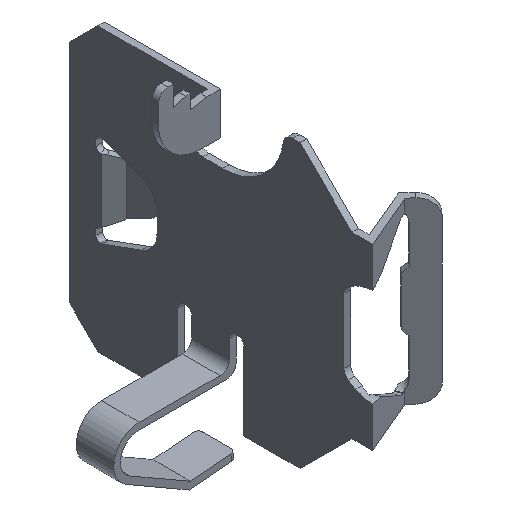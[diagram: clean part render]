
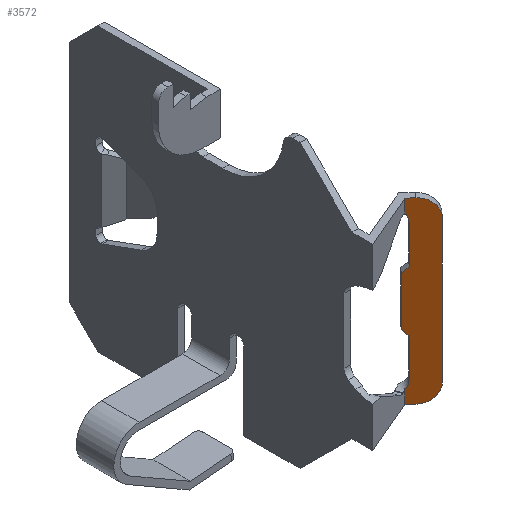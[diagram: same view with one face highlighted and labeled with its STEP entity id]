
A CAD part, isometric view. The second image highlights one B-rep face of the part: STEP entity #3572.
In plain terms, the highlighted planar face has unit normal (-0.669, -0.743, 0).
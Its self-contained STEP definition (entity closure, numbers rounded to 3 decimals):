
#970=DIRECTION('',(0.,0.,-1.));
#971=VECTOR('',#970,5.2);
#972=CARTESIAN_POINT('',(-8.398,13.501,237.66));
#973=LINE('',#972,#971);
#982=DIRECTION('',(-0.525,0.473,0.707));
#983=VECTOR('',#982,0.849);
#984=CARTESIAN_POINT('',(-7.953,13.1,231.86));
#985=LINE('',#984,#983);
#986=CARTESIAN_POINT('',(-8.696,13.769,242.256));
#987=DIRECTION('',(0.669,0.743,0.));
#988=DIRECTION('',(0.74,-0.666,0.094));
#989=AXIS2_PLACEMENT_3D('',#986,#987,#988);
#991=CARTESIAN_POINT('',(-7.956,13.103,242.351));
#992=CARTESIAN_POINT('',(-7.96,13.106,242.437));
#993=CARTESIAN_POINT('',(-7.978,13.122,242.598));
#994=CARTESIAN_POINT('',(-8.027,13.167,242.805));
#995=CARTESIAN_POINT('',(-8.099,13.231,242.975));
#996=CARTESIAN_POINT('',(-8.159,13.286,243.056));
#997=CARTESIAN_POINT('',(-8.193,13.316,243.089));
#999=DIRECTION('',(0.743,-0.669,0.));
#1000=VECTOR('',#999,0.823);
#1001=CARTESIAN_POINT('',(-8.193,13.316,244.56));
#1002=LINE('',#1001,#1000);
#1003=CARTESIAN_POINT('',(-7.581,12.765,242.56));
#1004=DIRECTION('',(-0.669,-0.743,0.));
#1005=DIRECTION('',(0.743,-0.669,0.));
#1006=AXIS2_PLACEMENT_3D('',#1003,#1004,#1005);
#1008=DIRECTION('',(0.,0.,1.));
#1009=VECTOR('',#1008,15.);
#1010=CARTESIAN_POINT('',(-6.095,11.427,227.56));
#1011=LINE('',#1010,#1009);
#1012=CARTESIAN_POINT('',(-7.581,12.765,227.56));
#1013=DIRECTION('',(-0.669,-0.743,0.));
#1014=DIRECTION('',(0.,0.,-1.));
#1015=AXIS2_PLACEMENT_3D('',#1012,#1013,#1014);
#1017=DIRECTION('',(-0.743,0.669,0.));
#1018=VECTOR('',#1017,0.823);
#1019=CARTESIAN_POINT('',(-7.581,12.765,225.56));
#1020=LINE('',#1019,#1018);
#1021=DIRECTION('',(0.,0.,1.));
#1022=VECTOR('',#1021,1.471);
#1023=CARTESIAN_POINT('',(-8.193,13.316,225.56));
#1024=LINE('',#1023,#1022);
#1025=CARTESIAN_POINT('',(-8.696,13.769,227.864));
#1026=DIRECTION('',(0.669,0.743,0.));
#1027=DIRECTION('',(0.743,-0.669,0.));
#1028=AXIS2_PLACEMENT_3D('',#1025,#1026,#1027);
#1042=DIRECTION('',(0.,0.,-1.));
#1043=VECTOR('',#1042,3.996);
#1044=CARTESIAN_POINT('',(-7.953,13.1,231.86));
#1045=LINE('',#1044,#1043);
#1070=CARTESIAN_POINT('',(-7.956,13.103,227.769));
#1071=CARTESIAN_POINT('',(-7.96,13.106,227.685));
#1072=CARTESIAN_POINT('',(-7.977,13.122,227.527));
#1073=CARTESIAN_POINT('',(-8.027,13.166,227.317));
#1074=CARTESIAN_POINT('',(-8.097,13.23,227.147));
#1075=CARTESIAN_POINT('',(-8.158,13.285,227.064));
#1076=CARTESIAN_POINT('',(-8.193,13.316,227.031));
#1231=DIRECTION('',(0.,0.,-1.));
#1232=VECTOR('',#1231,1.471);
#1233=CARTESIAN_POINT('',(-8.193,13.316,244.56));
#1234=LINE('',#1233,#1232);
#1336=DIRECTION('',(0.,0.,-1.));
#1337=VECTOR('',#1336,3.996);
#1338=CARTESIAN_POINT('',(-7.953,13.1,242.256));
#1339=LINE('',#1338,#1337);
#1344=DIRECTION('',(-0.525,0.473,-0.707));
#1345=VECTOR('',#1344,0.849);
#1346=CARTESIAN_POINT('',(-7.953,13.1,238.26));
#1347=LINE('',#1346,#1345);
#1556=CARTESIAN_POINT('',(-7.953,13.1,227.864));
#1557=VERTEX_POINT('',#1556);
#1558=CARTESIAN_POINT('',(-7.956,13.103,227.769));
#1559=VERTEX_POINT('',#1558);
#1642=CARTESIAN_POINT('',(-7.956,13.103,242.351));
#1643=CARTESIAN_POINT('',(-7.953,13.1,242.256));
#1644=VERTEX_POINT('',#1642);
#1645=VERTEX_POINT('',#1643);
#1646=CARTESIAN_POINT('',(-6.095,11.427,242.56));
#1647=CARTESIAN_POINT('',(-7.581,12.765,244.56));
#1648=VERTEX_POINT('',#1646);
#1649=VERTEX_POINT('',#1647);
#1650=CARTESIAN_POINT('',(-6.095,11.427,227.56));
#1651=VERTEX_POINT('',#1650);
#1652=CARTESIAN_POINT('',(-7.581,12.765,225.56));
#1653=VERTEX_POINT('',#1652);
#1895=CARTESIAN_POINT('',(-8.193,13.316,225.56));
#1896=CARTESIAN_POINT('',(-8.193,13.316,227.031));
#1897=VERTEX_POINT('',#1895);
#1898=VERTEX_POINT('',#1896);
#1899=CARTESIAN_POINT('',(-8.193,13.316,244.56));
#1900=CARTESIAN_POINT('',(-8.193,13.316,243.089));
#1901=VERTEX_POINT('',#1899);
#1902=VERTEX_POINT('',#1900);
#1904=CARTESIAN_POINT('',(-7.953,13.1,231.86));
#1906=VERTEX_POINT('',#1904);
#1907=CARTESIAN_POINT('',(-8.398,13.501,232.46));
#1909=VERTEX_POINT('',#1907);
#1912=CARTESIAN_POINT('',(-7.953,13.1,238.26));
#1914=VERTEX_POINT('',#1912);
#1915=CARTESIAN_POINT('',(-8.398,13.501,237.66));
#1917=VERTEX_POINT('',#1915);
#3535=CARTESIAN_POINT('',(-38.97,41.028,233.521));
#3536=DIRECTION('',(-0.669,-0.743,0.));
#3537=DIRECTION('',(0.,0.,-1.));
#3538=AXIS2_PLACEMENT_3D('',#3535,#3536,#3537);
#3539=PLANE('',#3538);
#3541=ORIENTED_EDGE('',*,*,#3540,.T.);
#3542=ORIENTED_EDGE('',*,*,#3525,.F.);
#3544=ORIENTED_EDGE('',*,*,#3543,.F.);
#3546=ORIENTED_EDGE('',*,*,#3545,.F.);
#3548=ORIENTED_EDGE('',*,*,#3547,.F.);
#3550=ORIENTED_EDGE('',*,*,#3549,.T.);
#3552=ORIENTED_EDGE('',*,*,#3551,.F.);
#3554=ORIENTED_EDGE('',*,*,#3553,.T.);
#3556=ORIENTED_EDGE('',*,*,#3555,.F.);
#3558=ORIENTED_EDGE('',*,*,#3557,.F.);
#3560=ORIENTED_EDGE('',*,*,#3559,.F.);
#3561=ORIENTED_EDGE('',*,*,#3474,.T.);
#3563=ORIENTED_EDGE('',*,*,#3562,.T.);
#3565=ORIENTED_EDGE('',*,*,#3564,.F.);
#3567=ORIENTED_EDGE('',*,*,#3566,.F.);
#3569=ORIENTED_EDGE('',*,*,#3568,.F.);
#3570=EDGE_LOOP('',(#3541,#3542,#3544,#3546,#3548,#3550,#3552,#3554,#3556,#3558,
#3560,#3561,#3563,#3565,#3567,#3569));
#3571=FACE_OUTER_BOUND('',#3570,.F.);
#3572=ADVANCED_FACE('',(#3571),#3539,.T.);
#990=CIRCLE('',#989,1.);
#998=B_SPLINE_CURVE_WITH_KNOTS('',3,(#991,#992,#993,#994,#995,#996,#997),
.UNSPECIFIED.,.F.,.F.,(4,1,1,1,4),(0.,0.25,0.5,0.75,1.),
.UNSPECIFIED.);
#1007=CIRCLE('',#1006,2.);
#1016=CIRCLE('',#1015,2.);
#1029=CIRCLE('',#1028,1.);
#1077=B_SPLINE_CURVE_WITH_KNOTS('',3,(#1070,#1071,#1072,#1073,#1074,#1075,
#1076),.UNSPECIFIED.,.F.,.F.,(4,1,1,1,4),(0.,0.25,0.5,0.75,1.),
.UNSPECIFIED.);
#3474=EDGE_CURVE('',#1653,#1897,#1020,.T.);
#3525=EDGE_CURVE('',#1917,#1909,#973,.T.);
#3540=EDGE_CURVE('',#1906,#1909,#985,.T.);
#3543=EDGE_CURVE('',#1914,#1917,#1347,.T.);
#3545=EDGE_CURVE('',#1645,#1914,#1339,.T.);
#3547=EDGE_CURVE('',#1644,#1645,#990,.T.);
#3549=EDGE_CURVE('',#1644,#1902,#998,.T.);
#3551=EDGE_CURVE('',#1901,#1902,#1234,.T.);
#3553=EDGE_CURVE('',#1901,#1649,#1002,.T.);
#3555=EDGE_CURVE('',#1648,#1649,#1007,.T.);
#3557=EDGE_CURVE('',#1651,#1648,#1011,.T.);
#3559=EDGE_CURVE('',#1653,#1651,#1016,.T.);
#3562=EDGE_CURVE('',#1897,#1898,#1024,.T.);
#3564=EDGE_CURVE('',#1559,#1898,#1077,.T.);
#3566=EDGE_CURVE('',#1557,#1559,#1029,.T.);
#3568=EDGE_CURVE('',#1906,#1557,#1045,.T.);
